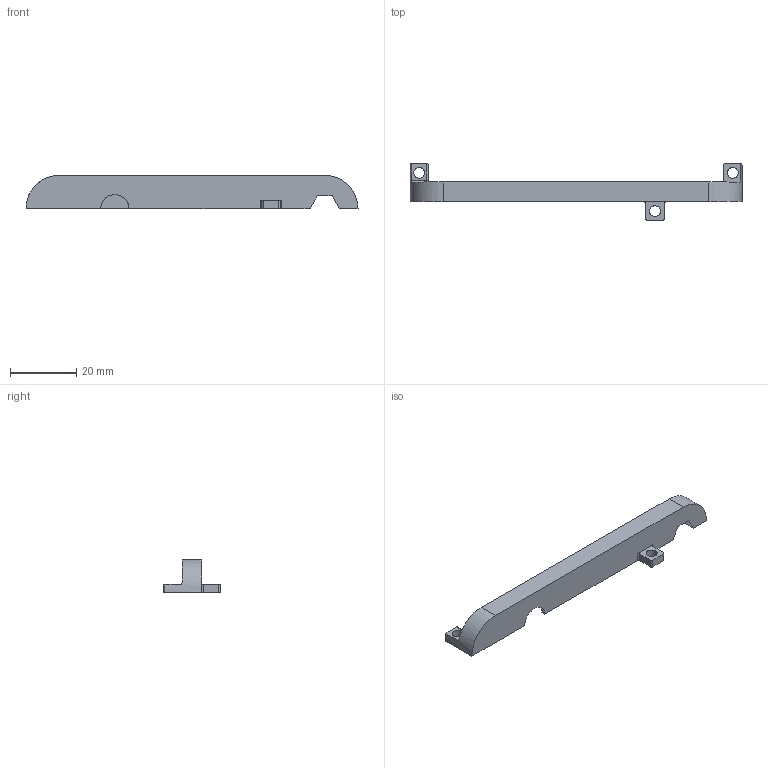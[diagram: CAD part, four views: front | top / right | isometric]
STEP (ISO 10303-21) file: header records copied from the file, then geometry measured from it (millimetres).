
FILE_DESCRIPTION (( 'STEP AP203' ), '1' );
FILE_NAME ('Braco2V1Espelhado.STEP', '2024-08-20T01:29:29', ( '' ), ( '' ), 'SwSTEP 2.0', 'SolidWorks 2023', '' );
FILE_SCHEMA (( 'CONFIG_CONTROL_DESIGN' ));
Length unit declared in the file: millimetre
Products named in the file (1): Braco2V1Espelhado
Bounding box: 100 x 17.11 x 10 mm (x, y, z)
Volume: 5280.3 mm3; surface area: 3631 mm2
Topology: 1 solids, 1 shells, 50 faces, 137 edges, 89 vertices
Faces by surface type: cylinder 25, plane 23, torus 2
Entity records: 1690 total; most frequent: CARTESIAN_POINT 304, DIRECTION 279, ORIENTED_EDGE 274, EDGE_CURVE 137, AXIS2_PLACEMENT_3D 98, VERTEX_POINT 89, LINE 83, VECTOR 83
